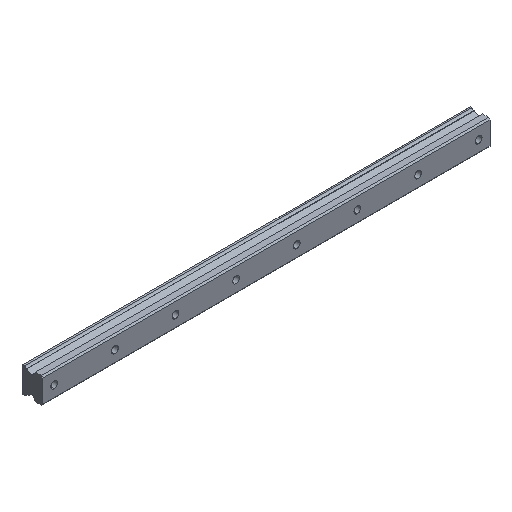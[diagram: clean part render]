
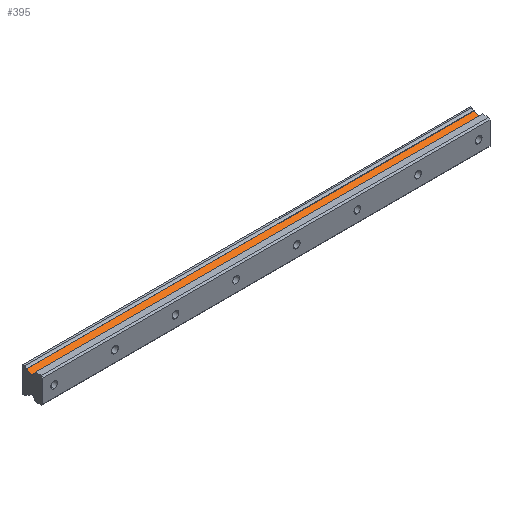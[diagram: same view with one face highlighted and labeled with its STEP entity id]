
A CAD part, isometric view. The second image highlights one B-rep face of the part: STEP entity #395.
In plain terms, the highlighted planar face has unit normal (0, -0.499, 0.867).
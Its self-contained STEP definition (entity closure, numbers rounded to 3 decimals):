
#42 = DIRECTION ( 'NONE',  ( 0., 0.499, -0.867 ) ) ;
#56 = VECTOR ( 'NONE', #1312, 1000. ) ;
#143 = ORIENTED_EDGE ( 'NONE', *, *, #831, .F. ) ;
#153 = CARTESIAN_POINT ( 'NONE',  ( -15., 21.02, 15.006 ) ) ;
#187 = ORIENTED_EDGE ( 'NONE', *, *, #224, .F. ) ;
#215 = CARTESIAN_POINT ( 'NONE',  ( 575., 21.02, 15.006 ) ) ;
#224 = EDGE_CURVE ( 'NONE', #1932, #1604, #486, .T. ) ;
#290 = DIRECTION ( 'NONE',  ( 0., -0.867, -0.499 ) ) ;
#316 = LINE ( 'NONE', #1986, #1979 ) ;
#395 = ADVANCED_FACE ( 'NONE', ( #1226 ), #2016, .F. ) ;
#438 = VECTOR ( 'NONE', #1703, 1000. ) ;
#486 = LINE ( 'NONE', #1456, #56 ) ;
#561 = VERTEX_POINT ( 'NONE', #2107 ) ;
#613 = EDGE_CURVE ( 'NONE', #1932, #561, #796, .T. ) ;
#658 = DIRECTION ( 'NONE',  ( 0., -0.867, -0.499 ) ) ;
#787 = ORIENTED_EDGE ( 'NONE', *, *, #613, .T. ) ;
#796 = LINE ( 'NONE', #153, #1110 ) ;
#831 = EDGE_CURVE ( 'NONE', #1376, #561, #2006, .T. ) ;
#865 = CARTESIAN_POINT ( 'NONE',  ( 575., 14.475, 11.24 ) ) ;
#878 = DIRECTION ( 'NONE',  ( 0., 0.867, 0.499 ) ) ;
#1047 = CARTESIAN_POINT ( 'NONE',  ( 575., 14.475, 11.24 ) ) ;
#1063 = CARTESIAN_POINT ( 'NONE',  ( 575., 21.02, 15.006 ) ) ;
#1110 = VECTOR ( 'NONE', #658, 1000. ) ;
#1226 = FACE_OUTER_BOUND ( 'NONE', #1540, .T. ) ;
#1228 = ORIENTED_EDGE ( 'NONE', *, *, #1234, .F. ) ;
#1234 = EDGE_CURVE ( 'NONE', #1604, #1376, #316, .T. ) ;
#1312 = DIRECTION ( 'NONE',  ( 1., 0., 0. ) ) ;
#1376 = VERTEX_POINT ( 'NONE', #865 ) ;
#1456 = CARTESIAN_POINT ( 'NONE',  ( 575., 21.02, 15.006 ) ) ;
#1540 = EDGE_LOOP ( 'NONE', ( #143, #1228, #187, #787 ) ) ;
#1604 = VERTEX_POINT ( 'NONE', #215 ) ;
#1703 = DIRECTION ( 'NONE',  ( -1., 0., 0. ) ) ;
#1727 = AXIS2_PLACEMENT_3D ( 'NONE', #1063, #42, #878 ) ;
#1932 = VERTEX_POINT ( 'NONE', #2094 ) ;
#1979 = VECTOR ( 'NONE', #290, 1000. ) ;
#1986 = CARTESIAN_POINT ( 'NONE',  ( 575., 21.02, 15.006 ) ) ;
#2006 = LINE ( 'NONE', #1047, #438 ) ;
#2016 = PLANE ( 'NONE',  #1727 ) ;
#2094 = CARTESIAN_POINT ( 'NONE',  ( -15., 21.02, 15.006 ) ) ;
#2107 = CARTESIAN_POINT ( 'NONE',  ( -15., 14.475, 11.24 ) ) ;
